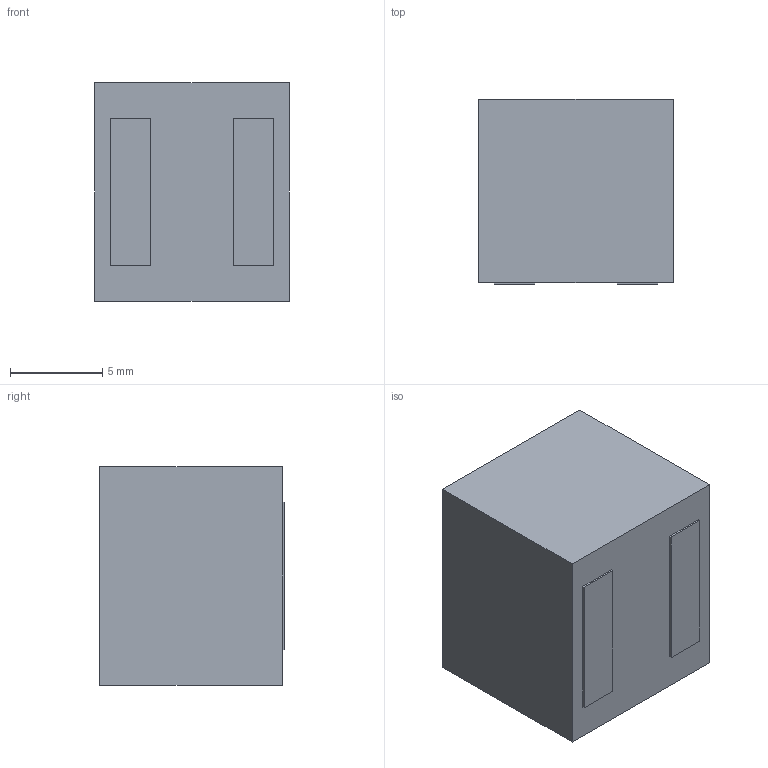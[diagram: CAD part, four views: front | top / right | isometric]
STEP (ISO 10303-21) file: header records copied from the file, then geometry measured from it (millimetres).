
FILE_DESCRIPTION (( 'STEP AP214' ), '1' );
FILE_NAME ('A495B6AC-7F51-4252-B620-1E00DCE2C790.STEP', '2022-08-28T17:13:15', ( '' ), ( '' ), 'SwSTEP 2.0', 'SolidWorks 2022', '' );
FILE_SCHEMA (( 'AUTOMOTIVE_DESIGN' ));
Length unit declared in the file: millimetre
Products named in the file (1): A495B6AC-7F51-4252-B620-1E00DCE2C790
Bounding box: 10.5 x 10 x 11.8 mm (x, y, z)
Volume: 1230.1 mm3; surface area: 693.5 mm2
Topology: 1 solids, 1 shells, 60 faces, 145 edges, 94 vertices
Faces by surface type: plane 42, bspline 18
Entity records: 2356 total; most frequent: CARTESIAN_POINT 867, ORIENTED_EDGE 290, DIRECTION 195, EDGE_CURVE 145, VECTOR 109, LINE 109, VERTEX_POINT 94, EDGE_LOOP 67
